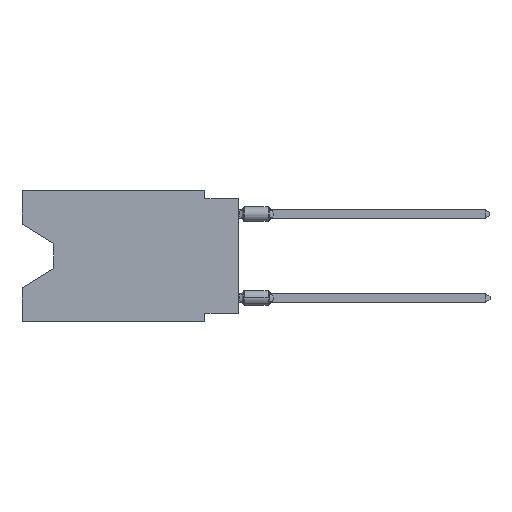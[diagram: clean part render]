
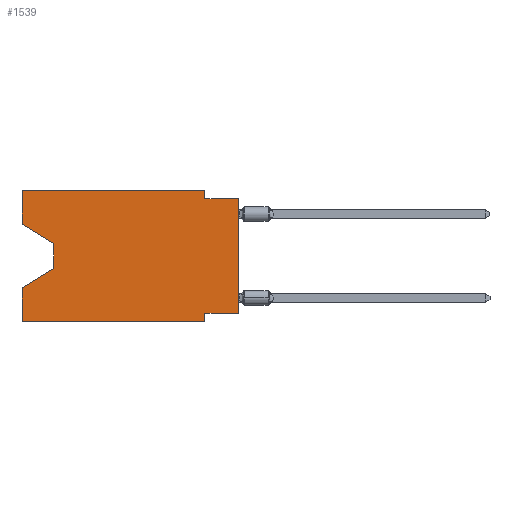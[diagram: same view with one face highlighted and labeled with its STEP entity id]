
A CAD part, left-side view. The second image highlights one B-rep face of the part: STEP entity #1539.
In plain terms, the highlighted planar face has unit normal (-1, 0, 0).
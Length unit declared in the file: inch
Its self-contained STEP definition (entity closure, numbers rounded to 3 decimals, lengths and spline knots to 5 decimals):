
#272 = LINE ( 'NONE', #1447, #6818 ) ;
#312 = VECTOR ( 'NONE', #7927, 39.37008 ) ;
#420 = ORIENTED_EDGE ( 'NONE', *, *, #1283, .T. ) ;
#866 = CARTESIAN_POINT ( 'NONE',  ( 0., 0., -0.365 ) ) ;
#918 = CARTESIAN_POINT ( 'NONE',  ( 0., 0., -0.365 ) ) ;
#926 = EDGE_CURVE ( 'NONE', #1967, #9533, #1085, .T. ) ;
#1066 = VERTEX_POINT ( 'NONE', #1232 ) ;
#1085 = LINE ( 'NONE', #866, #3186 ) ;
#1232 = CARTESIAN_POINT ( 'NONE',  ( 0., 0.645, -0.39 ) ) ;
#1283 = EDGE_CURVE ( 'NONE', #4679, #1548, #13032, .T. ) ;
#1297 = CARTESIAN_POINT ( 'NONE',  ( 0., 0.55, -0.232 ) ) ;
#1447 = CARTESIAN_POINT ( 'NONE',  ( 0., 0.645, -0.39 ) ) ;
#1539 = ADVANCED_FACE ( 'NONE', ( #11578 ), #1608, .F. ) ;
#1548 = VERTEX_POINT ( 'NONE', #4362 ) ;
#1608 = PLANE ( 'NONE',  #13182 ) ;
#1675 = VECTOR ( 'NONE', #12499, 39.37008 ) ;
#1699 = VECTOR ( 'NONE', #12105, 39.37008 ) ;
#1758 = DIRECTION ( 'NONE',  ( 0., -1., 0. ) ) ;
#1784 = CARTESIAN_POINT ( 'NONE',  ( 0., 0.55, -0.158 ) ) ;
#1967 = VERTEX_POINT ( 'NONE', #918 ) ;
#2033 = LINE ( 'NONE', #12139, #10277 ) ;
#2048 = CARTESIAN_POINT ( 'NONE',  ( 0., 0., -0.025 ) ) ;
#2084 = VERTEX_POINT ( 'NONE', #1297 ) ;
#2121 = EDGE_LOOP ( 'NONE', ( #420, #5003, #5988, #7124, #9439, #10694, #12822, #9186, #5639, #7127, #10609, #5747 ) ) ;
#2225 = LINE ( 'NONE', #12042, #1699 ) ;
#2283 = CARTESIAN_POINT ( 'NONE',  ( 0., 0.645, -0.10025 ) ) ;
#2498 = VERTEX_POINT ( 'NONE', #13205 ) ;
#2897 = CARTESIAN_POINT ( 'NONE',  ( 0., 0.645, -0.28975 ) ) ;
#2940 = EDGE_CURVE ( 'NONE', #9533, #13415, #12081, .T. ) ;
#2982 = EDGE_CURVE ( 'NONE', #1066, #13415, #272, .T. ) ;
#3125 = VERTEX_POINT ( 'NONE', #2897 ) ;
#3150 = EDGE_CURVE ( 'NONE', #2498, #8130, #10535, .T. ) ;
#3186 = VECTOR ( 'NONE', #5514, 39.37008 ) ;
#3361 = CARTESIAN_POINT ( 'NONE',  ( 0., 0.1, 0. ) ) ;
#3480 = CARTESIAN_POINT ( 'NONE',  ( 0., 0.645, 0. ) ) ;
#3613 = LINE ( 'NONE', #8191, #12185 ) ;
#3857 = DIRECTION ( 'NONE',  ( 1., 0., 0. ) ) ;
#3910 = CARTESIAN_POINT ( 'NONE',  ( 0., 0.645, 0. ) ) ;
#4167 = LINE ( 'NONE', #1784, #13345 ) ;
#4362 = CARTESIAN_POINT ( 'NONE',  ( 0., 0.55, -0.158 ) ) ;
#4516 = LINE ( 'NONE', #3361, #9579 ) ;
#4535 = EDGE_CURVE ( 'NONE', #8357, #9318, #7571, .T. ) ;
#4636 = CARTESIAN_POINT ( 'NONE',  ( 0., 0.1, -0.025 ) ) ;
#4679 = VERTEX_POINT ( 'NONE', #12367 ) ;
#4689 = DIRECTION ( 'NONE',  ( 0., 0.855, -0.519 ) ) ;
#5003 = ORIENTED_EDGE ( 'NONE', *, *, #10409, .T. ) ;
#5039 = VECTOR ( 'NONE', #1758, 39.37008 ) ;
#5268 = EDGE_CURVE ( 'NONE', #8130, #8357, #4516, .T. ) ;
#5514 = DIRECTION ( 'NONE',  ( 0., 1., 0. ) ) ;
#5639 = ORIENTED_EDGE ( 'NONE', *, *, #4535, .F. ) ;
#5671 = DIRECTION ( 'NONE',  ( 0., -1., 0. ) ) ;
#5705 = EDGE_CURVE ( 'NONE', #1066, #3125, #2033, .T. ) ;
#5747 = ORIENTED_EDGE ( 'NONE', *, *, #7160, .F. ) ;
#5962 = VECTOR ( 'NONE', #13119, 39.37008 ) ;
#5988 = ORIENTED_EDGE ( 'NONE', *, *, #8781, .T. ) ;
#6031 = CARTESIAN_POINT ( 'NONE',  ( 0., 0.645, 0. ) ) ;
#6429 = DIRECTION ( 'NONE',  ( 0., 0., -1. ) ) ;
#6818 = VECTOR ( 'NONE', #5671, 39.37008 ) ;
#6969 = CARTESIAN_POINT ( 'NONE',  ( 0., 0.1, -0.39 ) ) ;
#7124 = ORIENTED_EDGE ( 'NONE', *, *, #5705, .F. ) ;
#7127 = ORIENTED_EDGE ( 'NONE', *, *, #5268, .F. ) ;
#7160 = EDGE_CURVE ( 'NONE', #4679, #2498, #10238, .T. ) ;
#7558 = DIRECTION ( 'NONE',  ( 0., 0., 1. ) ) ;
#7571 = LINE ( 'NONE', #2048, #5039 ) ;
#7849 = EDGE_CURVE ( 'NONE', #1967, #9318, #2225, .T. ) ;
#7927 = DIRECTION ( 'NONE',  ( 0., 0., -1. ) ) ;
#8130 = VERTEX_POINT ( 'NONE', #8384 ) ;
#8191 = CARTESIAN_POINT ( 'NONE',  ( 0., 0.55, -0.232 ) ) ;
#8357 = VERTEX_POINT ( 'NONE', #4636 ) ;
#8384 = CARTESIAN_POINT ( 'NONE',  ( 0., 0.1, 0. ) ) ;
#8665 = DIRECTION ( 'NONE',  ( 0., 0., -1. ) ) ;
#8781 = EDGE_CURVE ( 'NONE', #2084, #3125, #3613, .T. ) ;
#9186 = ORIENTED_EDGE ( 'NONE', *, *, #7849, .T. ) ;
#9318 = VERTEX_POINT ( 'NONE', #12103 ) ;
#9439 = ORIENTED_EDGE ( 'NONE', *, *, #2982, .T. ) ;
#9473 = CARTESIAN_POINT ( 'NONE',  ( 0., 0.1, -0.365 ) ) ;
#9533 = VERTEX_POINT ( 'NONE', #9473 ) ;
#9579 = VECTOR ( 'NONE', #8665, 39.37008 ) ;
#10087 = VECTOR ( 'NONE', #12650, 39.37008 ) ;
#10238 = LINE ( 'NONE', #3480, #1675 ) ;
#10277 = VECTOR ( 'NONE', #7558, 39.37008 ) ;
#10409 = EDGE_CURVE ( 'NONE', #1548, #2084, #4167, .T. ) ;
#10535 = LINE ( 'NONE', #3910, #10087 ) ;
#10609 = ORIENTED_EDGE ( 'NONE', *, *, #3150, .F. ) ;
#10694 = ORIENTED_EDGE ( 'NONE', *, *, #2940, .F. ) ;
#11578 = FACE_OUTER_BOUND ( 'NONE', #2121, .T. ) ;
#11641 = DIRECTION ( 'NONE',  ( 0., 0., -1. ) ) ;
#12042 = CARTESIAN_POINT ( 'NONE',  ( 0., 0., 0. ) ) ;
#12081 = LINE ( 'NONE', #6969, #312 ) ;
#12103 = CARTESIAN_POINT ( 'NONE',  ( 0., 0., -0.025 ) ) ;
#12105 = DIRECTION ( 'NONE',  ( 0., 0., 1. ) ) ;
#12139 = CARTESIAN_POINT ( 'NONE',  ( 0., 0.645, 0. ) ) ;
#12185 = VECTOR ( 'NONE', #4689, 39.37008 ) ;
#12367 = CARTESIAN_POINT ( 'NONE',  ( 0., 0.645, -0.10025 ) ) ;
#12499 = DIRECTION ( 'NONE',  ( 0., 0., 1. ) ) ;
#12650 = DIRECTION ( 'NONE',  ( 0., -1., 0. ) ) ;
#12822 = ORIENTED_EDGE ( 'NONE', *, *, #926, .F. ) ;
#13032 = LINE ( 'NONE', #2283, #5962 ) ;
#13119 = DIRECTION ( 'NONE',  ( 0., -0.855, -0.519 ) ) ;
#13182 = AXIS2_PLACEMENT_3D ( 'NONE', #6031, #3857, #11641 ) ;
#13205 = CARTESIAN_POINT ( 'NONE',  ( 0., 0.645, 0. ) ) ;
#13345 = VECTOR ( 'NONE', #6429, 39.37008 ) ;
#13391 = CARTESIAN_POINT ( 'NONE',  ( 0., 0.1, -0.39 ) ) ;
#13415 = VERTEX_POINT ( 'NONE', #13391 ) ;
